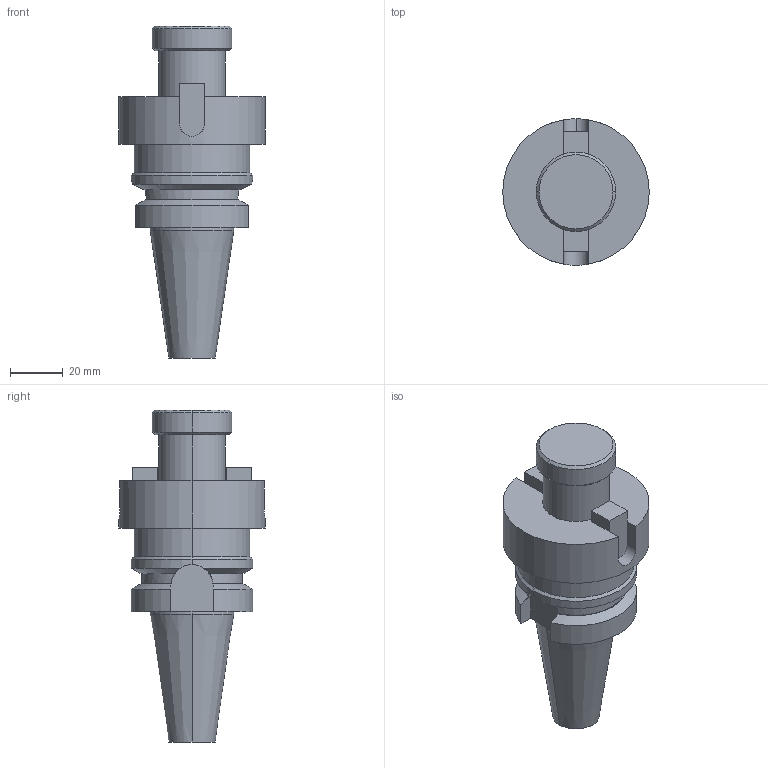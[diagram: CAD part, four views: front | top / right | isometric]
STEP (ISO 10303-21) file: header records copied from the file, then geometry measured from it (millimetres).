
FILE_DESCRIPTION (( 'STEP AP203' ), '1' );
FILE_NAME ('STP-SATE-25.151.68.200.STEP', '2020-07-02T05:35:28', ( '' ), ( '' ), 'SwSTEP 2.0', 'SolidWorks 2017', '' );
FILE_SCHEMA (( 'CONFIG_CONTROL_DESIGN' ));
Length unit declared in the file: millimetre
Products named in the file (1): STP-SATE-25.151.68.200
Bounding box: 55.63 x 55.63 x 126.05 mm (x, y, z)
Volume: 125220.4 mm3; surface area: 24011.1 mm2
Topology: 4 solids, 4 shells, 81 faces, 191 edges, 122 vertices
Faces by surface type: plane 35, cylinder 32, cone 14
Entity records: 2513 total; most frequent: CARTESIAN_POINT 564, DIRECTION 400, ORIENTED_EDGE 378, EDGE_CURVE 189, AXIS2_PLACEMENT_3D 152, VERTEX_POINT 122, VECTOR 96, LINE 96
